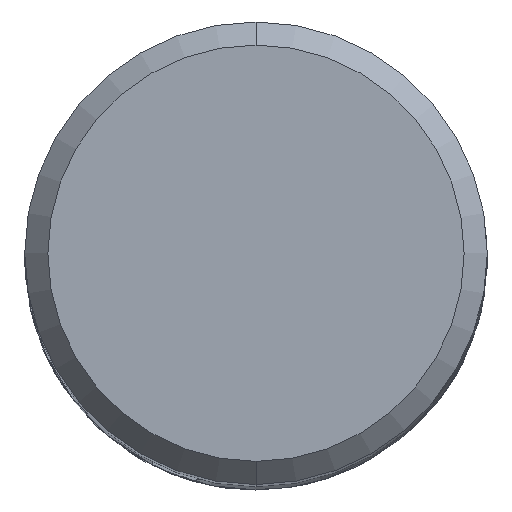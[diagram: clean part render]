
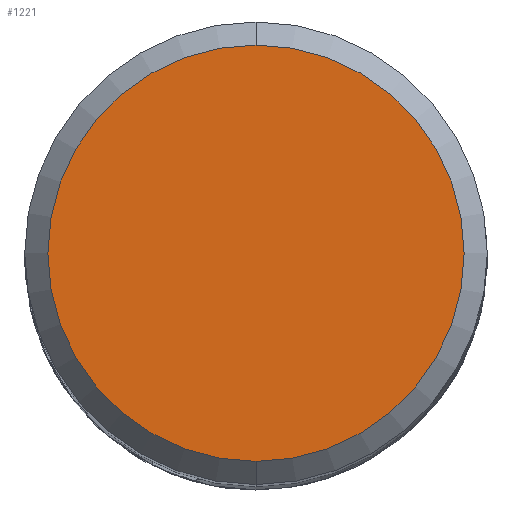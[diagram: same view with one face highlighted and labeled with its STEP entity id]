
A CAD part, top view. The second image highlights one B-rep face of the part: STEP entity #1221.
In plain terms, the highlighted planar face has unit normal (0, 0, 1).
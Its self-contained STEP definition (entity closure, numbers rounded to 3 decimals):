
#669=VERTEX_POINT('',#1614);
#789=EDGE_CURVE('',#669,#1267,#1744,.T.);
#1079=EDGE_CURVE('',#1267,#669,#2058,.T.);
#1221=ADVANCED_FACE('',(#2216),#2217,.T.);
#1267=VERTEX_POINT('',#2268);
#1614=CARTESIAN_POINT('',(0.0,9.0,0.0));
#1744=CIRCLE('',#5796,9.0);
#2058=CIRCLE('',#9116,9.0);
#2216=FACE_OUTER_BOUND('',#11171,.T.);
#2217=PLANE('',#11172);
#2268=CARTESIAN_POINT('',(0.,-9.0,0.0));
#5796=AXIS2_PLACEMENT_3D('',#14197,#14198,#14199);
#9116=AXIS2_PLACEMENT_3D('',#14516,#14517,#14518);
#11171=EDGE_LOOP('',(#14683,#14684));
#11172=AXIS2_PLACEMENT_3D('',#14685,#14686,#14687);
#14197=CARTESIAN_POINT('',(0.0,0.0,0.0));
#14198=DIRECTION('',(0.0,0.0,-1.0));
#14199=DIRECTION('',(0.0,1.0,0.0));
#14516=CARTESIAN_POINT('',(0.0,0.0,0.0));
#14517=DIRECTION('',(0.0,0.0,-1.0));
#14518=DIRECTION('',(0.0,1.0,0.0));
#14683=ORIENTED_EDGE('',*,*,#789,.F.);
#14684=ORIENTED_EDGE('',*,*,#1079,.F.);
#14685=CARTESIAN_POINT('',(0.0,4.5,0.0));
#14686=DIRECTION('',(-0.0,0.0,1.0));
#14687=DIRECTION('',(0.0,-1.0,0.0));
